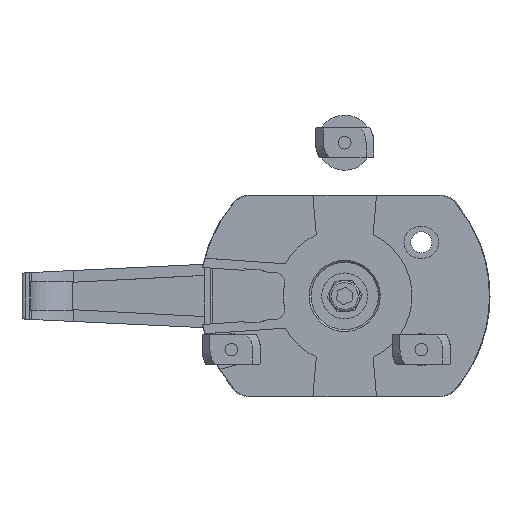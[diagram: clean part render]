
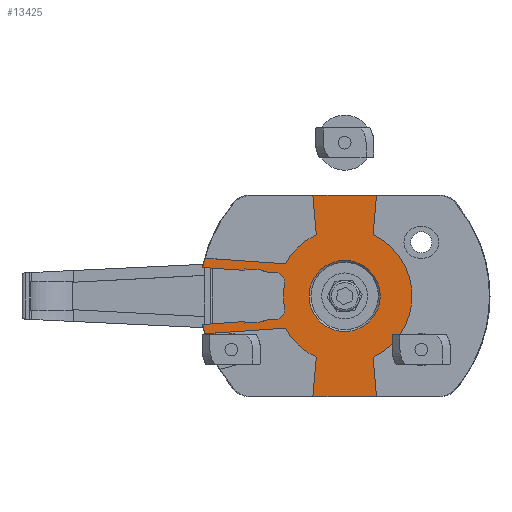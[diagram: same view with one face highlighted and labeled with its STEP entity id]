
A CAD part, front view. The second image highlights one B-rep face of the part: STEP entity #13425.
In plain terms, the highlighted face is planar.
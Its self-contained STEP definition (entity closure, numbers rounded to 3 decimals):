
#552=FACE_BOUND('',#2469,.T.);
#658=B_SPLINE_CURVE_WITH_KNOTS('',3,(#23095,#23096,#23097,#23098,#23099,
#23100),.UNSPECIFIED.,.F.,.F.,(4,2,4),(0.,0.155,
0.309),.UNSPECIFIED.);
#668=B_SPLINE_CURVE_WITH_KNOTS('',3,(#23272,#23273,#23274,#23275,#23276,
#23277),.UNSPECIFIED.,.F.,.F.,(4,2,4),(0.,0.155,
0.309),.UNSPECIFIED.);
#1717=FACE_OUTER_BOUND('',#2468,.T.);
#2468=EDGE_LOOP('',(#11903,#11904,#11905,#11906,#11907,#11908,#11909,#11910,
#11911,#11912,#11913,#11914,#11915,#11916,#11917,#11918,#11919,#11920,#11921,
#11922,#11923,#11924,#11925,#11926,#11927,#11928));
#2469=EDGE_LOOP('',(#11929));
#3497=LINE('',#23240,#4652);
#3503=LINE('',#23251,#4658);
#3568=LINE('',#23739,#4723);
#3571=LINE('',#23744,#4726);
#3573=LINE('',#23748,#4728);
#3575=LINE('',#23752,#4730);
#3577=LINE('',#23756,#4732);
#3579=LINE('',#23760,#4734);
#3584=LINE('',#23776,#4739);
#3586=LINE('',#23780,#4741);
#3588=LINE('',#23784,#4743);
#3589=LINE('',#23786,#4744);
#3597=LINE('',#23826,#4752);
#3598=LINE('',#23829,#4753);
#3601=LINE('',#23836,#4756);
#3602=LINE('',#23839,#4757);
#3605=LINE('',#23846,#4760);
#3606=LINE('',#23849,#4761);
#4652=VECTOR('',#18383,1000.);
#4658=VECTOR('',#18391,1000.);
#4723=VECTOR('',#18518,1000.);
#4726=VECTOR('',#18523,1000.);
#4728=VECTOR('',#18527,1000.);
#4730=VECTOR('',#18531,1000.);
#4732=VECTOR('',#18535,1000.);
#4734=VECTOR('',#18539,1000.);
#4739=VECTOR('',#18558,1000.);
#4741=VECTOR('',#18562,1000.);
#4743=VECTOR('',#18566,1000.);
#4744=VECTOR('',#18569,1000.);
#4752=VECTOR('',#18619,1000.);
#4753=VECTOR('',#18622,1000.);
#4756=VECTOR('',#18631,1000.);
#4757=VECTOR('',#18634,1000.);
#4760=VECTOR('',#18643,1000.);
#4761=VECTOR('',#18646,1000.);
#5248=CIRCLE('',#14981,3.);
#5249=CIRCLE('',#14983,20.);
#5250=CIRCLE('',#14985,3.);
#5253=CIRCLE('',#14993,11.6);
#5261=CIRCLE('',#15013,22.);
#5262=CIRCLE('',#15017,22.);
#5263=CIRCLE('',#15021,22.);
#6326=VERTEX_POINT('',#23092);
#6327=VERTEX_POINT('',#23094);
#6360=VERTEX_POINT('',#23237);
#6361=VERTEX_POINT('',#23239);
#6364=VERTEX_POINT('',#23248);
#6365=VERTEX_POINT('',#23250);
#6368=VERTEX_POINT('',#23270);
#6369=VERTEX_POINT('',#23271);
#6435=VERTEX_POINT('',#23738);
#6436=VERTEX_POINT('',#23742);
#6437=VERTEX_POINT('',#23746);
#6438=VERTEX_POINT('',#23750);
#6439=VERTEX_POINT('',#23754);
#6440=VERTEX_POINT('',#23758);
#6441=VERTEX_POINT('',#23762);
#6442=VERTEX_POINT('',#23766);
#6443=VERTEX_POINT('',#23770);
#6444=VERTEX_POINT('',#23774);
#6445=VERTEX_POINT('',#23778);
#6446=VERTEX_POINT('',#23782);
#6449=VERTEX_POINT('',#23792);
#6457=VERTEX_POINT('',#23824);
#6458=VERTEX_POINT('',#23828);
#6459=VERTEX_POINT('',#23832);
#6460=VERTEX_POINT('',#23838);
#6461=VERTEX_POINT('',#23842);
#6462=VERTEX_POINT('',#23848);
#8110=EDGE_CURVE('',#6327,#6326,#658,.T.);
#8147=EDGE_CURVE('',#6361,#6360,#3497,.T.);
#8153=EDGE_CURVE('',#6365,#6364,#3503,.T.);
#8158=EDGE_CURVE('',#6368,#6369,#668,.T.);
#8254=EDGE_CURVE('',#6327,#6435,#3568,.T.);
#8257=EDGE_CURVE('',#6436,#6369,#3571,.T.);
#8259=EDGE_CURVE('',#6437,#6436,#3573,.T.);
#8261=EDGE_CURVE('',#6438,#6437,#3575,.T.);
#8263=EDGE_CURVE('',#6439,#6438,#3577,.T.);
#8265=EDGE_CURVE('',#6440,#6439,#3579,.T.);
#8267=EDGE_CURVE('',#6441,#6440,#5248,.F.);
#8268=EDGE_CURVE('',#6441,#6442,#5249,.F.);
#8271=EDGE_CURVE('',#6443,#6442,#5250,.F.);
#8273=EDGE_CURVE('',#6444,#6443,#3584,.T.);
#8275=EDGE_CURVE('',#6445,#6444,#3586,.T.);
#8277=EDGE_CURVE('',#6446,#6445,#3588,.T.);
#8278=EDGE_CURVE('',#6435,#6446,#3589,.T.);
#8282=EDGE_CURVE('',#6449,#6449,#5253,.T.);
#8296=EDGE_CURVE('',#6457,#6326,#3597,.T.);
#8297=EDGE_CURVE('',#6368,#6458,#3598,.T.);
#8299=EDGE_CURVE('',#6458,#6459,#5261,.T.);
#8301=EDGE_CURVE('',#6459,#6360,#3601,.T.);
#8302=EDGE_CURVE('',#6361,#6460,#3602,.T.);
#8304=EDGE_CURVE('',#6460,#6461,#5262,.T.);
#8306=EDGE_CURVE('',#6461,#6364,#3605,.T.);
#8307=EDGE_CURVE('',#6365,#6462,#3606,.T.);
#8309=EDGE_CURVE('',#6462,#6457,#5263,.T.);
#11903=ORIENTED_EDGE('',*,*,#8147,.T.);
#11904=ORIENTED_EDGE('',*,*,#8301,.F.);
#11905=ORIENTED_EDGE('',*,*,#8299,.F.);
#11906=ORIENTED_EDGE('',*,*,#8297,.F.);
#11907=ORIENTED_EDGE('',*,*,#8158,.T.);
#11908=ORIENTED_EDGE('',*,*,#8257,.F.);
#11909=ORIENTED_EDGE('',*,*,#8259,.F.);
#11910=ORIENTED_EDGE('',*,*,#8261,.F.);
#11911=ORIENTED_EDGE('',*,*,#8263,.F.);
#11912=ORIENTED_EDGE('',*,*,#8265,.F.);
#11913=ORIENTED_EDGE('',*,*,#8267,.F.);
#11914=ORIENTED_EDGE('',*,*,#8268,.T.);
#11915=ORIENTED_EDGE('',*,*,#8271,.F.);
#11916=ORIENTED_EDGE('',*,*,#8273,.F.);
#11917=ORIENTED_EDGE('',*,*,#8275,.F.);
#11918=ORIENTED_EDGE('',*,*,#8277,.F.);
#11919=ORIENTED_EDGE('',*,*,#8278,.F.);
#11920=ORIENTED_EDGE('',*,*,#8254,.F.);
#11921=ORIENTED_EDGE('',*,*,#8110,.T.);
#11922=ORIENTED_EDGE('',*,*,#8296,.F.);
#11923=ORIENTED_EDGE('',*,*,#8309,.F.);
#11924=ORIENTED_EDGE('',*,*,#8307,.F.);
#11925=ORIENTED_EDGE('',*,*,#8153,.T.);
#11926=ORIENTED_EDGE('',*,*,#8306,.F.);
#11927=ORIENTED_EDGE('',*,*,#8304,.F.);
#11928=ORIENTED_EDGE('',*,*,#8302,.F.);
#11929=ORIENTED_EDGE('',*,*,#8282,.T.);
#12734=PLANE('',#15022);
#13425=ADVANCED_FACE('',(#1717,#552),#12734,.F.);
#14981=AXIS2_PLACEMENT_3D('',#23764,#18543,#18544);
#14983=AXIS2_PLACEMENT_3D('',#23767,#18547,#18548);
#14985=AXIS2_PLACEMENT_3D('',#23772,#18553,#18554);
#14993=AXIS2_PLACEMENT_3D('',#23794,#18577,#18578);
#15013=AXIS2_PLACEMENT_3D('',#23833,#18626,#18627);
#15017=AXIS2_PLACEMENT_3D('',#23843,#18638,#18639);
#15021=AXIS2_PLACEMENT_3D('',#23852,#18650,#18651);
#15022=AXIS2_PLACEMENT_3D('',#23853,#18652,#18653);
#18383=DIRECTION('',(-1.,0.,0.));
#18391=DIRECTION('',(1.,0.,0.));
#18518=DIRECTION('',(0.997,-0.071,0.));
#18523=DIRECTION('',(-0.997,-0.071,0.));
#18527=DIRECTION('',(0.,1.,0.));
#18531=DIRECTION('',(-0.997,-0.071,0.));
#18535=DIRECTION('',(0.,-1.,0.));
#18539=DIRECTION('',(-0.997,-0.071,0.));
#18543=DIRECTION('center_axis',(0.,0.,1.));
#18544=DIRECTION('ref_axis',(1.,0.,0.));
#18547=DIRECTION('center_axis',(0.,0.,1.));
#18548=DIRECTION('ref_axis',(1.,0.,0.));
#18553=DIRECTION('center_axis',(0.,0.,1.));
#18554=DIRECTION('ref_axis',(1.,0.,0.));
#18558=DIRECTION('',(0.997,-0.071,0.));
#18562=DIRECTION('',(0.,-1.,0.));
#18566=DIRECTION('',(0.997,-0.071,0.));
#18569=DIRECTION('',(0.,1.,0.));
#18577=DIRECTION('center_axis',(0.,0.,1.));
#18578=DIRECTION('ref_axis',(1.,0.,0.));
#18619=DIRECTION('',(-0.998,0.07,0.));
#18622=DIRECTION('',(0.998,0.07,0.));
#18626=DIRECTION('center_axis',(0.,0.,1.));
#18627=DIRECTION('ref_axis',(1.,0.,0.));
#18631=DIRECTION('',(-0.087,-0.996,0.));
#18634=DIRECTION('',(-0.087,0.996,0.));
#18638=DIRECTION('center_axis',(0.,0.,1.));
#18639=DIRECTION('ref_axis',(1.,0.,0.));
#18643=DIRECTION('',(0.087,0.996,0.));
#18646=DIRECTION('',(0.087,-0.996,0.));
#18650=DIRECTION('center_axis',(0.,0.,1.));
#18651=DIRECTION('ref_axis',(1.,0.,0.));
#18652=DIRECTION('center_axis',(0.,0.,1.));
#18653=DIRECTION('ref_axis',(1.,0.,0.));
#23092=CARTESIAN_POINT('',(-45.612,12.324,-13.1));
#23094=CARTESIAN_POINT('',(-46.32,9.313,-13.1));
#23095=CARTESIAN_POINT('Ctrl Pts',(-46.32,9.313,-13.1));
#23096=CARTESIAN_POINT('Ctrl Pts',(-46.218,9.819,-13.1));
#23097=CARTESIAN_POINT('Ctrl Pts',(-46.109,10.323,-13.1));
#23098=CARTESIAN_POINT('Ctrl Pts',(-45.873,11.326,-13.1));
#23099=CARTESIAN_POINT('Ctrl Pts',(-45.746,11.826,-13.1));
#23100=CARTESIAN_POINT('Ctrl Pts',(-45.612,12.324,-13.1));
#23237=CARTESIAN_POINT('',(-10.386,-32.749,-13.1));
#23239=CARTESIAN_POINT('',(10.386,-32.749,-13.1));
#23240=CARTESIAN_POINT('',(0.,-32.749,-13.1));
#23248=CARTESIAN_POINT('',(10.386,32.749,-13.1));
#23250=CARTESIAN_POINT('',(-10.386,32.749,-13.1));
#23251=CARTESIAN_POINT('',(0.,32.749,-13.1));
#23270=CARTESIAN_POINT('',(-45.612,-12.324,-13.1));
#23271=CARTESIAN_POINT('',(-46.32,-9.313,-13.1));
#23272=CARTESIAN_POINT('Ctrl Pts',(-45.612,-12.324,
-13.1));
#23273=CARTESIAN_POINT('Ctrl Pts',(-45.746,-11.826,-13.1));
#23274=CARTESIAN_POINT('Ctrl Pts',(-45.873,-11.326,
-13.1));
#23275=CARTESIAN_POINT('Ctrl Pts',(-46.109,-10.322,
-13.1));
#23276=CARTESIAN_POINT('Ctrl Pts',(-46.218,-9.819,
-13.1));
#23277=CARTESIAN_POINT('Ctrl Pts',(-46.32,-9.313,
-13.1));
#23738=CARTESIAN_POINT('',(-32.6,8.336,-13.1));
#23739=CARTESIAN_POINT('',(-32.6,8.336,-13.1));
#23742=CARTESIAN_POINT('',(-32.6,-8.336,-13.1));
#23744=CARTESIAN_POINT('',(-46.487,-9.325,-13.1));
#23746=CARTESIAN_POINT('',(-32.6,-8.837,-13.1));
#23748=CARTESIAN_POINT('',(-32.6,-8.336,-13.1));
#23750=CARTESIAN_POINT('',(-26.615,-8.411,-13.1));
#23752=CARTESIAN_POINT('',(-32.6,-8.837,-13.1));
#23754=CARTESIAN_POINT('',(-26.615,-7.91,-13.1));
#23756=CARTESIAN_POINT('',(-26.615,-8.411,-13.1));
#23758=CARTESIAN_POINT('',(-22.284,-7.602,-13.1));
#23760=CARTESIAN_POINT('',(-26.615,-7.91,-13.1));
#23762=CARTESIAN_POINT('',(-19.592,-4.018,-13.1));
#23764=CARTESIAN_POINT('Origin',(-22.533,-4.612,-13.1));
#23766=CARTESIAN_POINT('',(-19.595,4.003,-13.1));
#23767=CARTESIAN_POINT('Origin',(0.,0.,
-13.1));
#23770=CARTESIAN_POINT('',(-22.32,7.604,-13.1));
#23772=CARTESIAN_POINT('Origin',(-22.533,4.612,-13.1));
#23774=CARTESIAN_POINT('',(-26.615,7.91,-13.1));
#23776=CARTESIAN_POINT('',(-22.32,7.604,-13.1));
#23778=CARTESIAN_POINT('',(-26.615,8.412,-13.1));
#23780=CARTESIAN_POINT('',(-26.615,7.91,-13.1));
#23782=CARTESIAN_POINT('',(-32.6,8.838,-13.1));
#23784=CARTESIAN_POINT('',(-26.615,8.412,-13.1));
#23786=CARTESIAN_POINT('',(-32.6,8.838,-13.1));
#23792=CARTESIAN_POINT('',(11.6,0.,-13.1));
#23794=CARTESIAN_POINT('Origin',(0.,0.,-13.1));
#23824=CARTESIAN_POINT('',(-19.34,10.487,-13.1));
#23826=CARTESIAN_POINT('',(-19.34,10.487,-13.1));
#23828=CARTESIAN_POINT('',(-19.34,-10.487,-13.1));
#23829=CARTESIAN_POINT('',(-45.78,-12.336,-13.1));
#23832=CARTESIAN_POINT('',(-9.266,-19.953,-13.1));
#23833=CARTESIAN_POINT('Origin',(0.,0.,
-13.1));
#23836=CARTESIAN_POINT('',(-9.266,-19.953,-13.1));
#23838=CARTESIAN_POINT('',(9.266,-19.953,-13.1));
#23839=CARTESIAN_POINT('',(10.4,-32.913,-13.1));
#23842=CARTESIAN_POINT('',(9.266,19.953,-13.1));
#23843=CARTESIAN_POINT('Origin',(0.,0.,
-13.1));
#23846=CARTESIAN_POINT('',(9.266,19.953,-13.1));
#23848=CARTESIAN_POINT('',(-9.266,19.953,-13.1));
#23849=CARTESIAN_POINT('',(-10.4,32.913,-13.1));
#23852=CARTESIAN_POINT('Origin',(0.,0.,
-13.1));
#23853=CARTESIAN_POINT('Origin',(0.,0.,
-13.1));
